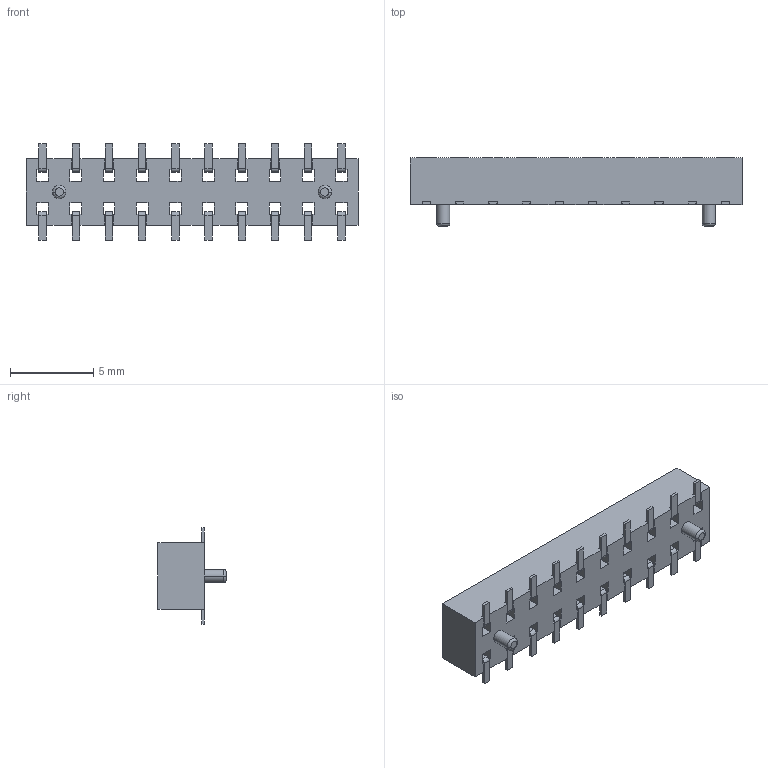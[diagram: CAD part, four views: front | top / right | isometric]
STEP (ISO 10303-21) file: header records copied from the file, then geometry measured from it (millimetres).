
FILE_DESCRIPTION (( 'STEP AP214' ), '1' );
FILE_NAME ('BF080-20-A-1-L-C.STEP', '2024-03-11T07:49:15', ( '' ), ( '' ), 'SwSTEP 2.0', 'SolidWorks 2021', '' );
FILE_SCHEMA (( 'AUTOMOTIVE_DESIGN' ));
Length unit declared in the file: millimetre
Products named in the file (3): Body_20; Pin gold; BF080-20-A-1-L-C
Assembly tree (11 placements, depth 2):
  BF080-20-A-1-L-C
    Body_20
    Pin gold  x10
Bounding box: 20 x 4.1 x 5.8 mm (x, y, z)
Volume: 197.9 mm3; surface area: 484.4 mm2
Topology: 21 solids, 21 shells, 436 faces, 1152 edges, 740 vertices
Faces by surface type: plane 388, cylinder 44, torus 4
Entity records: 8267 total; most frequent: CARTESIAN_POINT 1442, ORIENTED_EDGE 1440, DIRECTION 1284, EDGE_CURVE 720, LINE 696, VECTOR 696, VERTEX_POINT 452, AXIS2_PLACEMENT_3D 294
